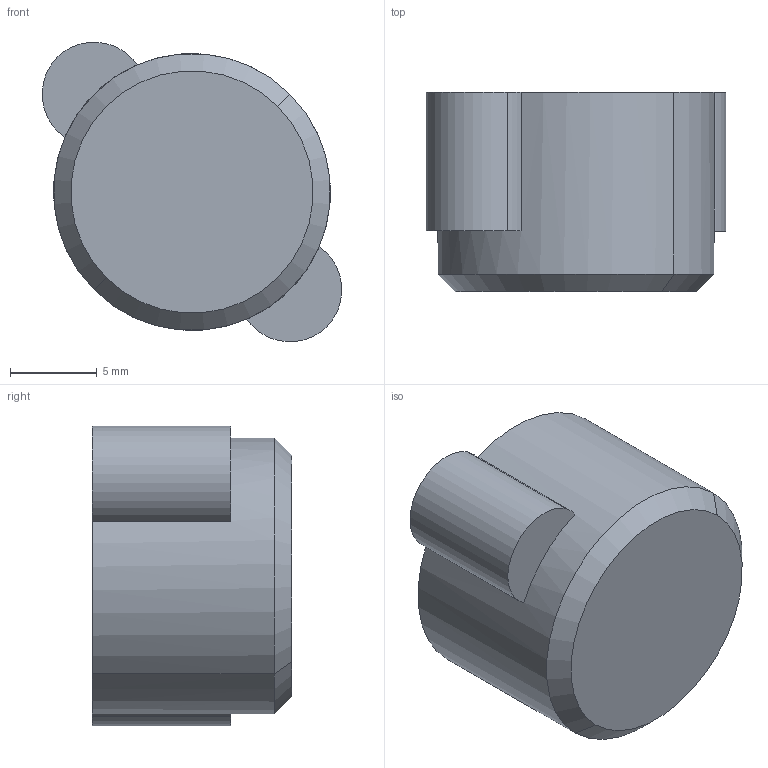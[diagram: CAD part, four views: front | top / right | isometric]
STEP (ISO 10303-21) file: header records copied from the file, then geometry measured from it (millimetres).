
FILE_DESCRIPTION (( 'STEP AP214' ), '1' );
FILE_NAME ('CWbeta_white.STEP', '2019-08-21T17:06:35', ( '' ), ( '' ), 'SwSTEP 2.0', 'SolidWorks 2019', '' );
FILE_SCHEMA (( 'AUTOMOTIVE_DESIGN' ));
Length unit declared in the file: millimetre
Products named in the file (1): CWbeta_white
Bounding box: 17.3 x 11.5 x 17.3 mm (x, y, z)
Volume: 2532.4 mm3; surface area: 1082.8 mm2
Topology: 1 solids, 1 shells, 12 faces, 28 edges, 18 vertices
Faces by surface type: cylinder 6, plane 4, cone 2
Entity records: 520 total; most frequent: DIRECTION 72, CARTESIAN_POINT 59, ORIENTED_EDGE 56, AXIS2_PLACEMENT_3D 31, EDGE_CURVE 28, VERTEX_POINT 18, CIRCLE 18, UNCERTAINTY_MEASURE_WITH_UNIT 15
